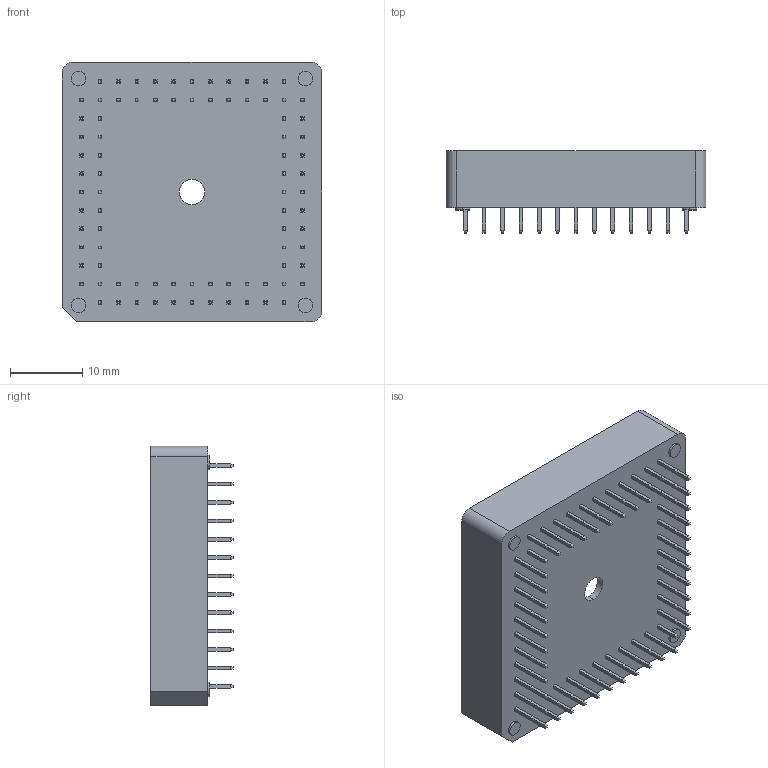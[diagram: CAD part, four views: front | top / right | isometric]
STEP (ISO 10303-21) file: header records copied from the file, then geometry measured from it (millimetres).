
FILE_DESCRIPTION (( 'STEP AP214' ), '1' );
FILE_NAME ('PLCC-84-R.STEP', '2023-08-31T09:11:27', ( '' ), ( '' ), 'SwSTEP 2.0', 'SolidWorks 2021', '' );
FILE_SCHEMA (( 'AUTOMOTIVE_DESIGN' ));
Length unit declared in the file: millimetre
Products named in the file (1): PLCC-84-R
Bounding box: 35.88 x 11.35 x 35.88 mm (x, y, z)
Volume: 3926 mm3; surface area: 10675.5 mm2
Topology: 169 solids, 169 shells, 1922 faces, 4377 edges, 2805 vertices
Faces by surface type: plane 1894, cylinder 28
Entity records: 53935 total; most frequent: CARTESIAN_POINT 9105, ORIENTED_EDGE 8754, DIRECTION 8279, EDGE_CURVE 4377, LINE 4321, VECTOR 4321, VERTEX_POINT 2805, AXIS2_PLACEMENT_3D 1979
